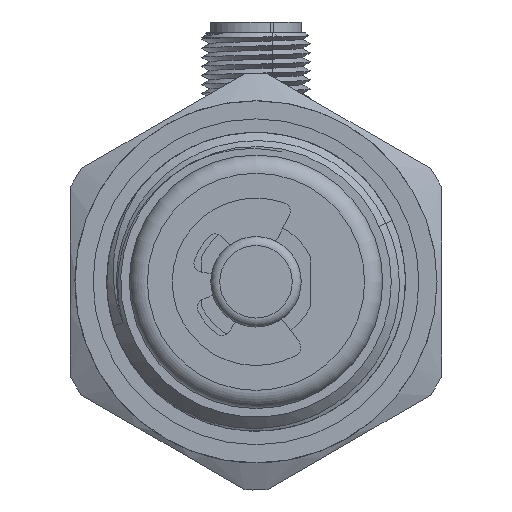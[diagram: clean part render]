
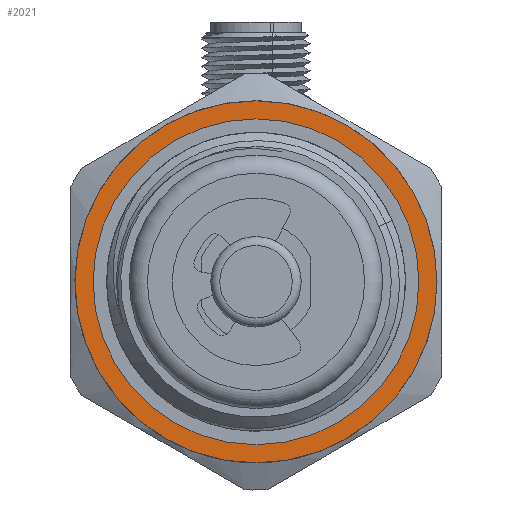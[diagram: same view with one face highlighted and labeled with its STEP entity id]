
A CAD part, left-side view. The second image highlights one B-rep face of the part: STEP entity #2021.
In plain terms, the highlighted planar face has unit normal (-1, 0, 0).
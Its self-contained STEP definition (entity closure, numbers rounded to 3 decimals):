
#2021=ADVANCED_FACE('',(#4864,#4865),#2415,.T.);
#2415=PLANE('',#14851);
#2947=CIRCLE('',#14848,20.);
#2948=CIRCLE('',#14850,18.);
#4864=FACE_BOUND('',#5744,.T.);
#4865=FACE_BOUND('',#5745,.T.);
#5744=EDGE_LOOP('',(#9395));
#5745=EDGE_LOOP('',(#9396));
#9395=ORIENTED_EDGE('',*,*,#12874,.F.);
#9396=ORIENTED_EDGE('',*,*,#12875,.T.);
#10976=VERTEX_POINT('',#30619);
#10977=VERTEX_POINT('',#30622);
#12874=EDGE_CURVE('',#10976,#10976,#2947,.T.);
#12875=EDGE_CURVE('',#10977,#10977,#2948,.T.);
#14848=AXIS2_PLACEMENT_3D('',#30618,#17917,#17918);
#14850=AXIS2_PLACEMENT_3D('',#30621,#17921,#17922);
#14851=AXIS2_PLACEMENT_3D('',#30623,#17923,#17924);
#17917=DIRECTION('',(1.,0.,0.));
#17918=DIRECTION('',(0.,-1.,0.));
#17921=DIRECTION('',(1.,0.,0.));
#17922=DIRECTION('',(0.,-1.,0.));
#17923=DIRECTION('',(-1.,0.,0.));
#17924=DIRECTION('',(0.,-1.,0.));
#30618=CARTESIAN_POINT('',(-12.,18.,-18.007));
#30619=CARTESIAN_POINT('',(-12.,-2.,-18.007));
#30621=CARTESIAN_POINT('',(-12.,18.,-18.007));
#30622=CARTESIAN_POINT('',(-12.,0.,-18.007));
#30623=CARTESIAN_POINT('',(-12.,18.,-18.007));
